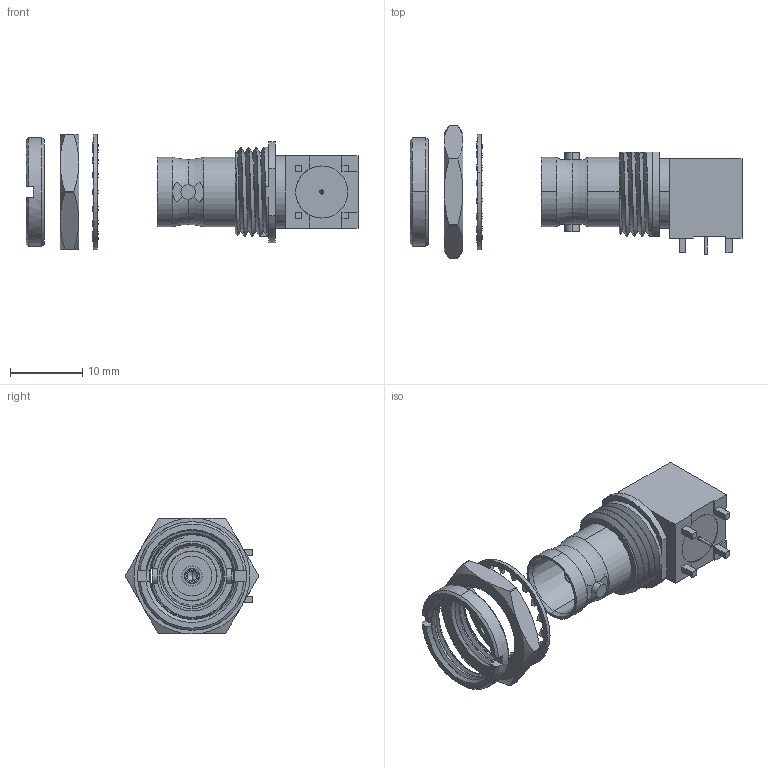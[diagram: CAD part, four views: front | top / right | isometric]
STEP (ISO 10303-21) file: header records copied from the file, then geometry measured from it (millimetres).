
FILE_DESCRIPTION (( 'STEP AP203' ), '1' );
FILE_NAME ('BFR110PCB-A717-12G.STEP', '2025-02-24T08:11:12', ( '' ), ( '' ), 'SwSTEP 2.0', 'SolidWorks 2022', '' );
FILE_SCHEMA (( 'CONFIG_CONTROL_DESIGN' ));
Length unit declared in the file: millimetre
Products named in the file (1): BFR110PCB-A717-12G
Bounding box: 45.82 x 18.4 x 16 mm (x, y, z)
Volume: 2518.9 mm3; surface area: 2807.6 mm2
Topology: 8 solids, 10 shells, 664 faces, 1617 edges, 1051 vertices
Faces by surface type: plane 328, cylinder 193, bspline 86, cone 49, torus 8
Entity records: 23303 total; most frequent: CARTESIAN_POINT 8393, ORIENTED_EDGE 3230, DIRECTION 2749, EDGE_CURVE 1615, VERTEX_POINT 1051, AXIS2_PLACEMENT_3D 968, VECTOR 813, LINE 813
